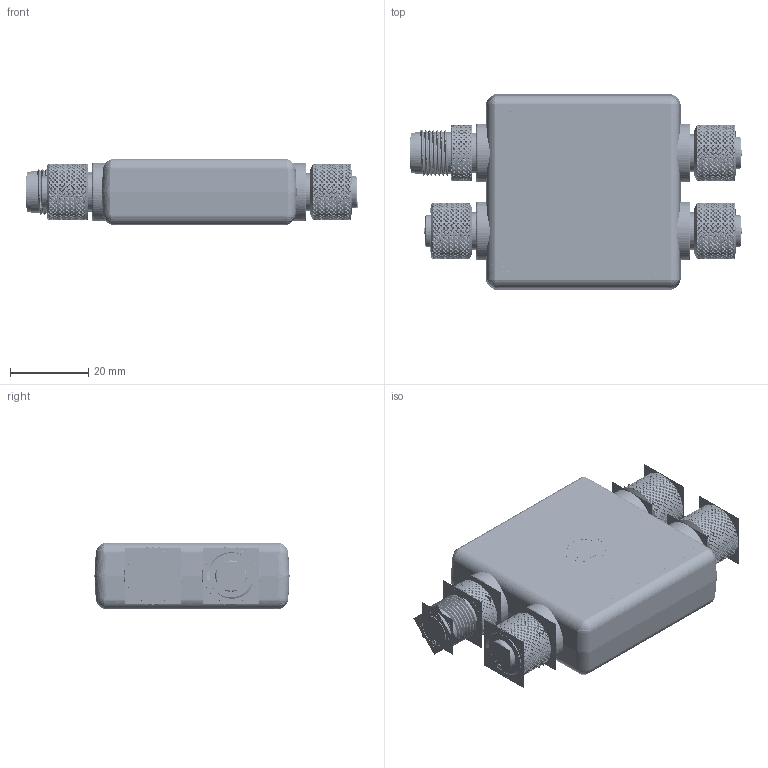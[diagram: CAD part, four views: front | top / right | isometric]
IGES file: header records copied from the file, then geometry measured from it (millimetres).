
Start section:  PTC IGES file: 242960_sm01.igs
Global section: file name: 242960_sm01.igs; native system: Creo Parametric by PTC Inc.; preprocessor: 2022414; author: banengservice; organization: Unknown; date: 20250320.133531; units: millimetre
Bounding box: 85.11 x 50.02 x 17.1 mm (x, y, z)
Volume: 45941 mm3; surface area: 85204.9 mm2
Topology: 2 solids, 2 shells, 27850 faces, 123064 edges, 145910 vertices
Faces by surface type: bspline 21672, revolution 6178
